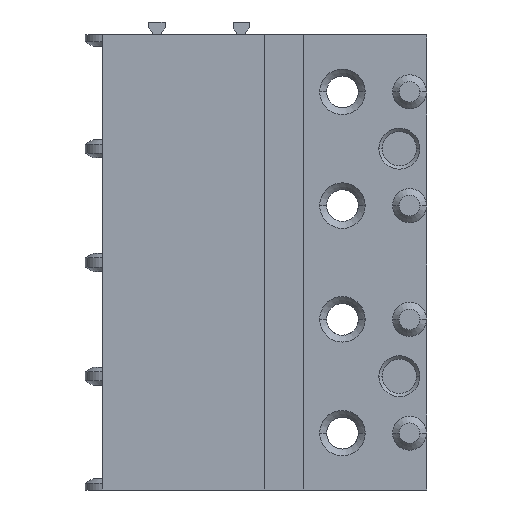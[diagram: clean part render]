
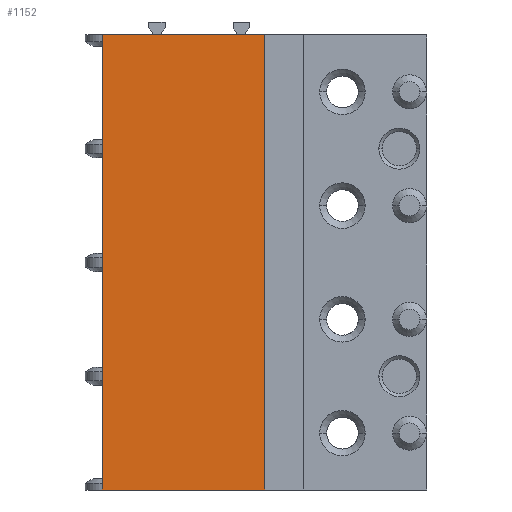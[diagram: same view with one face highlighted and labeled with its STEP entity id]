
A CAD part, front view. The second image highlights one B-rep face of the part: STEP entity #1152.
In plain terms, the highlighted planar face has unit normal (0, -1, 0).
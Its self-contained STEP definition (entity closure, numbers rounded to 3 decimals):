
#1152=ADVANCED_FACE('',(#2452),#2453,.T.);
#2452=FACE_OUTER_BOUND('',#3891,.T.);
#2453=PLANE('',#3892);
#3891=EDGE_LOOP('',(#7465,#7466,#7467,#7468));
#3892=AXIS2_PLACEMENT_3D('',#7469,#7470,#7471);
#7465=ORIENTED_EDGE('',*,*,#10159,.T.);
#7466=ORIENTED_EDGE('',*,*,#10160,.T.);
#7467=ORIENTED_EDGE('',*,*,#8824,.F.);
#7468=ORIENTED_EDGE('',*,*,#10081,.T.);
#7469=CARTESIAN_POINT('',(42.909,20.491,7.164));
#7470=DIRECTION('',(0.,-1.0,0.));
#7471=DIRECTION('',(0.,0.,-1.0));
#8824=EDGE_CURVE('',#10667,#10669,#10670,.T.);
#10081=EDGE_CURVE('',#10667,#12581,#12583,.T.);
#10159=EDGE_CURVE('',#12581,#12688,#12689,.T.);
#10160=EDGE_CURVE('',#12688,#10669,#12690,.T.);
#10667=VERTEX_POINT('',#13623);
#10669=VERTEX_POINT('',#13626);
#10670=LINE('',#13627,#13628);
#12581=VERTEX_POINT('',#17139);
#12583=LINE('',#17142,#17143);
#12688=VERTEX_POINT('',#17349);
#12689=LINE('',#17350,#17351);
#12690=LINE('',#17352,#17353);
#13623=CARTESIAN_POINT('',(37.588,20.491,6.833));
#13626=CARTESIAN_POINT('',(37.588,20.491,26.833));
#13627=CARTESIAN_POINT('',(37.588,20.491,13.39));
#13628=VECTOR('',#18308,1.0);
#17139=CARTESIAN_POINT('',(44.718,20.491,6.833));
#17142=CARTESIAN_POINT('',(42.838,20.491,6.833));
#17143=VECTOR('',#19808,1.0);
#17349=CARTESIAN_POINT('',(44.718,20.491,26.833));
#17350=CARTESIAN_POINT('',(44.718,20.491,23.39));
#17351=VECTOR('',#19898,1.0);
#17352=CARTESIAN_POINT('',(42.838,20.491,26.833));
#17353=VECTOR('',#19899,1.0);
#18308=DIRECTION('',(0.,0.,1.0));
#19808=DIRECTION('',(1.0,0.0,0.));
#19898=DIRECTION('',(0.,0.,1.0));
#19899=DIRECTION('',(-1.0,0.0,0.));
